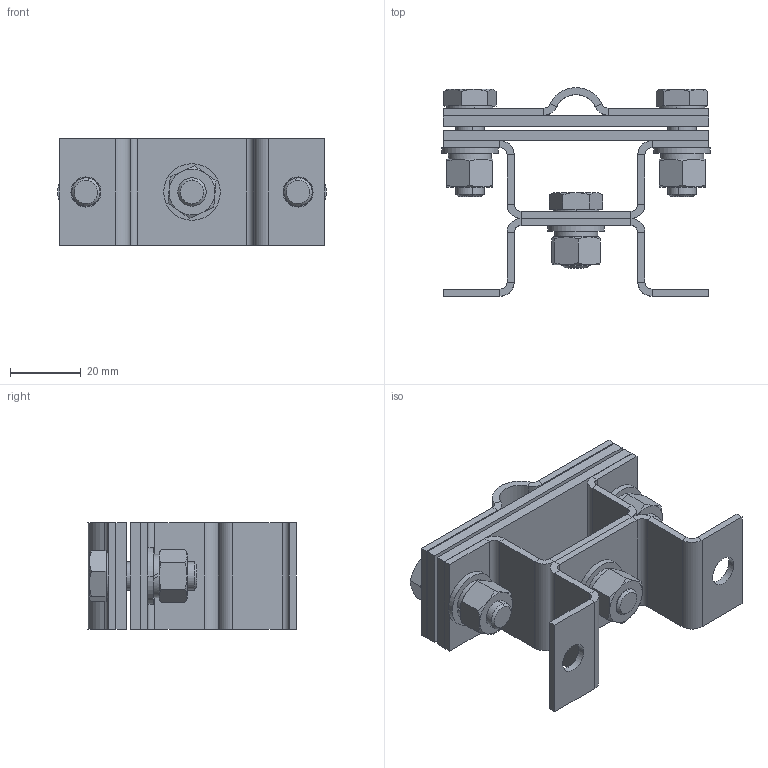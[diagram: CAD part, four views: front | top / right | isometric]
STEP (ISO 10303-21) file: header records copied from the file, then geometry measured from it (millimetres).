
FILE_DESCRIPTION (( 'STEP AP203' ), '1' );
FILE_NAME ('2621 Ìîñòîâàÿ îïîðà äâîéíàÿ 75õ30õ2 ïðóòîê I ïîëîñà, 3 ïëàñòèíû.STEP', '2024-04-23T11:36:03', ( '' ), ( '' ), 'SwSTEP 2.0', 'SolidWorks 2022', '' );
FILE_SCHEMA (( 'CONFIG_CONTROL_DESIGN' ));
Length unit declared in the file: millimetre
Products named in the file (9): ГОСТ 11371-78_Шайба A.8 ГОСТ 11371-78; 2611U.001 Опора; ГОСТ 6402-70_Шайба 8Л ГОСТ 6402-70; 2621 Мостовая опора двойная 75х30х2 пруток I полоса, 3 пластины; 2613U.001 Пластина под проволоку; hex screw gradeab_iso_ISO 4017 - M8 x 16-N; 2612U.001 Пластина под полосу_00; hex screw gradeab_iso_ISO 4017 - M8 x 25-N; hex nut gradec_iso_ISO - 4034 - M8 - N
Assembly tree (17 placements, depth 2):
  2621 Мостовая опора двойная 75х30х2 пруток I полоса, 3 пластины
    2611U.001 Опора  x2
    2612U.001 Пластина под полосу_00  x2
    2613U.001 Пластина под проволоку
    hex screw gradeab_iso_ISO 4017 - M8 x 25-N  x2
    hex screw gradeab_iso_ISO 4017 - M8 x 16-N
    hex nut gradec_iso_ISO - 4034 - M8 - N  x3
    ГОСТ 6402-70_Шайба 8Л ГОСТ 6402-70  x3
    ГОСТ 11371-78_Шайба A.8 ГОСТ 11371-78  x3
Bounding box: 76 x 58.99 x 30 mm (x, y, z)
Volume: 38922.1 mm3; surface area: 36339.8 mm2
Topology: 17 solids, 17 shells, 347 faces, 742 edges, 432 vertices
Faces by surface type: plane 175, cylinder 94, cone 72, torus 6
Entity records: 6213 total; most frequent: CARTESIAN_POINT 1090, DIRECTION 874, ORIENTED_EDGE 768, EDGE_CURVE 384, AXIS2_PLACEMENT_3D 342, VERTEX_POINT 222, EDGE_LOOP 200, LINE 190
